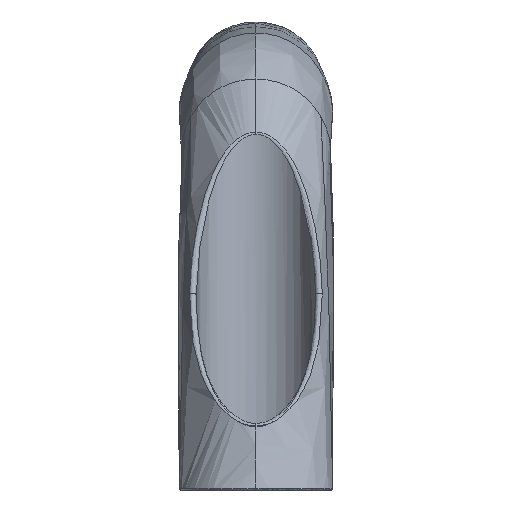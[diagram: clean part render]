
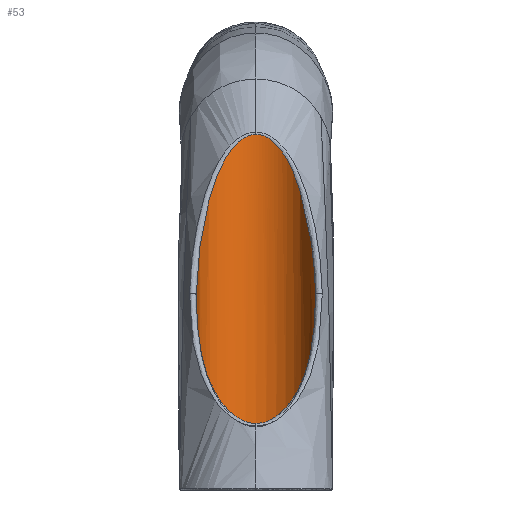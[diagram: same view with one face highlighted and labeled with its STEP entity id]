
A CAD part, left-side view. The second image highlights one B-rep face of the part: STEP entity #53.
In plain terms, the highlighted cylindrical face has radius 8.15 mm (diameter 16.3 mm), a partial arc.
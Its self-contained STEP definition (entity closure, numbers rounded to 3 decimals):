
#53=ADVANCED_FACE('',(#237),#236,.F.);
#236=CYLINDRICAL_SURFACE('',#2445,8.15);
#237=FACE_OUTER_BOUND('',#2446,.T.);
#2442=CARTESIAN_POINT('',(-115.,-12.,-3.693));
#2443=DIRECTION('',(0.,0.,-1.));
#2444=DIRECTION('',(-1.,-0.009,0.));
#2445=AXIS2_PLACEMENT_3D('',#2442,#2443,#2444);
#2446=EDGE_LOOP('',(#7476,#7477,#7478,#7479,#7480));
#7476=ORIENTED_EDGE('',*,*,#7760,.F.);
#7477=ORIENTED_EDGE('',*,*,#7761,.F.);
#7478=ORIENTED_EDGE('',*,*,#7762,.F.);
#7479=ORIENTED_EDGE('',*,*,#7763,.F.);
#7480=ORIENTED_EDGE('',*,*,#7764,.F.);
#7760=EDGE_CURVE('',#8213,#8214,#8215,.T.);
#7761=EDGE_CURVE('',#8071,#8213,#8221,.T.);
#7762=EDGE_CURVE('',#8099,#8071,#8227,.T.);
#7763=EDGE_CURVE('',#8084,#8099,#8233,.T.);
#7764=EDGE_CURVE('',#8214,#8084,#8239,.T.);
#8071=VERTEX_POINT('',#9271);
#8084=VERTEX_POINT('',#9304);
#8099=VERTEX_POINT('',#9357);
#8213=VERTEX_POINT('',#9510);
#8214=VERTEX_POINT('',#9511);
#8215=(BOUNDED_CURVE() B_SPLINE_CURVE(3,(#9512,#9513,#9514,#9515,#9516,#9517,#9518,#9519,#9520,#9521,#9522,#9523,#9524,#9525,#9526,#9527,#9528,#9529,#9530,#9531,#9532,#9533,#9534,#9535,#9536,#9537,#9538,#9539),.UNSPECIFIED.,.F.,.F.) B_SPLINE_CURVE_WITH_KNOTS((4,2,2,2,2,2,2,2,2,2,2,2,2,4),(0.,0.819,1.637,2.456,3.275,4.093,4.912,6.55,9.824,13.099,16.374,19.649,22.923,26.198),.UNSPECIFIED.) CURVE() GEOMETRIC_REPRESENTATION_ITEM() RATIONAL_B_SPLINE_CURVE((1.,1.,1.,1.,1.,1.,1.,1.,1.,1.,1.,1.,1.,1.,1.,1.,1.,1.,1.,1.,1.,1.,1.,1.,1.,1.,1.,1.)) REPRESENTATION_ITEM('') );
#8221=(BOUNDED_CURVE() B_SPLINE_CURVE(3,(#9540,#9541,#9542,#9543,#9544,#9545,#9546,#9547,#9548,#9549,#9550,#9551,#9552,#9553,#9554,#9555,#9556,#9557,#9558,#9559,#9560,#9561,#9562,#9563,#9564,#9565),.UNSPECIFIED.,.F.,.F.) B_SPLINE_CURVE_WITH_KNOTS((4,2,2,2,2,2,2,2,2,2,2,2,4),(0.,3.275,6.55,9.825,13.1,16.375,19.65,21.287,22.925,23.743,24.562,25.381,26.2),.UNSPECIFIED.) CURVE() GEOMETRIC_REPRESENTATION_ITEM() RATIONAL_B_SPLINE_CURVE((1.,1.,1.,1.,1.,1.,1.,1.,1.,1.,1.,1.,1.,1.,1.,1.,1.,1.,1.,1.,1.,1.,1.,1.,1.,1.)) REPRESENTATION_ITEM('') );
#8227=LINE('',#9566,#9567);
#8233=CIRCLE('',#9572,8.15);
#8239=LINE('',#9573,#9574);
#9271=CARTESIAN_POINT('',(-115.,-3.85,-5.319));
#9304=CARTESIAN_POINT('',(-115.,-20.15,-24.));
#9357=CARTESIAN_POINT('',(-115.,-3.85,-24.));
#9510=CARTESIAN_POINT('',(-106.85,-12.,16.614));
#9511=CARTESIAN_POINT('',(-115.,-20.15,-5.319));
#9512=CARTESIAN_POINT('',(-106.85,-12.,16.614));
#9513=CARTESIAN_POINT('',(-106.85,-12.279,16.614));
#9514=CARTESIAN_POINT('',(-106.865,-12.555,16.573));
#9515=CARTESIAN_POINT('',(-106.918,-13.086,16.422));
#9516=CARTESIAN_POINT('',(-106.957,-13.336,16.314));
#9517=CARTESIAN_POINT('',(-107.05,-13.812,16.049));
#9518=CARTESIAN_POINT('',(-107.106,-14.036,15.893));
#9519=CARTESIAN_POINT('',(-107.224,-14.451,15.557));
#9520=CARTESIAN_POINT('',(-107.289,-14.645,15.374));
#9521=CARTESIAN_POINT('',(-107.424,-15.01,14.989));
#9522=CARTESIAN_POINT('',(-107.495,-15.183,14.785));
#9523=CARTESIAN_POINT('',(-107.642,-15.509,14.366));
#9524=CARTESIAN_POINT('',(-107.717,-15.662,14.15));
#9525=CARTESIAN_POINT('',(-107.948,-16.098,13.489));
#9526=CARTESIAN_POINT('',(-108.108,-16.359,13.027));
#9527=CARTESIAN_POINT('',(-108.592,-17.068,11.626));
#9528=CARTESIAN_POINT('',(-108.922,-17.45,10.665));
#9529=CARTESIAN_POINT('',(-109.59,-18.114,8.715));
#9530=CARTESIAN_POINT('',(-109.929,-18.394,7.725));
#9531=CARTESIAN_POINT('',(-110.618,-18.885,5.725));
#9532=CARTESIAN_POINT('',(-110.969,-19.095,4.715));
#9533=CARTESIAN_POINT('',(-111.687,-19.457,2.688));
#9534=CARTESIAN_POINT('',(-112.053,-19.609,1.674));
#9535=CARTESIAN_POINT('',(-112.813,-19.861,-0.348));
#9536=CARTESIAN_POINT('',(-113.207,-19.962,-1.355));
#9537=CARTESIAN_POINT('',(-114.049,-20.106,-3.355));
#9538=CARTESIAN_POINT('',(-114.496,-20.15,-4.346));
#9539=CARTESIAN_POINT('',(-115.,-20.15,-5.319));
#9540=CARTESIAN_POINT('',(-115.,-3.85,-5.319));
#9541=CARTESIAN_POINT('',(-114.494,-3.85,-4.343));
#9542=CARTESIAN_POINT('',(-114.047,-3.895,-3.35));
#9543=CARTESIAN_POINT('',(-113.205,-4.039,-1.352));
#9544=CARTESIAN_POINT('',(-112.812,-4.139,-0.346));
#9545=CARTESIAN_POINT('',(-112.055,-4.39,1.669));
#9546=CARTESIAN_POINT('',(-111.69,-4.542,2.679));
#9547=CARTESIAN_POINT('',(-110.976,-4.901,4.695));
#9548=CARTESIAN_POINT('',(-110.626,-5.11,5.702));
#9549=CARTESIAN_POINT('',(-109.935,-5.601,7.709));
#9550=CARTESIAN_POINT('',(-109.591,-5.885,8.712));
#9551=CARTESIAN_POINT('',(-108.918,-6.554,10.675));
#9552=CARTESIAN_POINT('',(-108.588,-6.937,11.638));
#9553=CARTESIAN_POINT('',(-108.107,-7.642,13.03));
#9554=CARTESIAN_POINT('',(-107.949,-7.9,13.485));
#9555=CARTESIAN_POINT('',(-107.641,-8.482,14.369));
#9556=CARTESIAN_POINT('',(-107.493,-8.803,14.792));
#9557=CARTESIAN_POINT('',(-107.29,-9.351,15.37));
#9558=CARTESIAN_POINT('',(-107.226,-9.545,15.553));
#9559=CARTESIAN_POINT('',(-107.105,-9.965,15.895));
#9560=CARTESIAN_POINT('',(-107.05,-10.188,16.049));
#9561=CARTESIAN_POINT('',(-106.957,-10.662,16.313));
#9562=CARTESIAN_POINT('',(-106.918,-10.918,16.423));
#9563=CARTESIAN_POINT('',(-106.865,-11.445,16.573));
#9564=CARTESIAN_POINT('',(-106.85,-11.721,16.614));
#9565=CARTESIAN_POINT('',(-106.85,-12.,16.614));
#9566=CARTESIAN_POINT('',(-115.,-3.85,-24.));
#9567=VECTOR('',#9568,18.681);
#9568=DIRECTION('',(0.,0.,1.));
#9569=CARTESIAN_POINT('',(-115.,-12.,-24.));
#9570=DIRECTION('',(0.,0.,1.));
#9571=DIRECTION('',(0.,-1.,0.));
#9572=AXIS2_PLACEMENT_3D('',#9569,#9570,#9571);
#9573=CARTESIAN_POINT('',(-115.,-20.15,-5.319));
#9574=VECTOR('',#9575,18.681);
#9575=DIRECTION('',(0.,0.,-1.));
